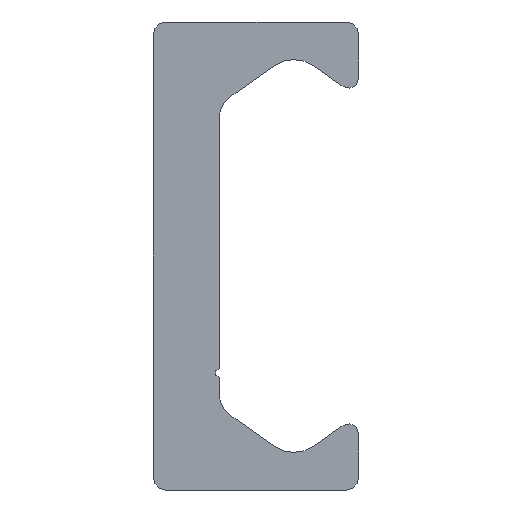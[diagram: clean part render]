
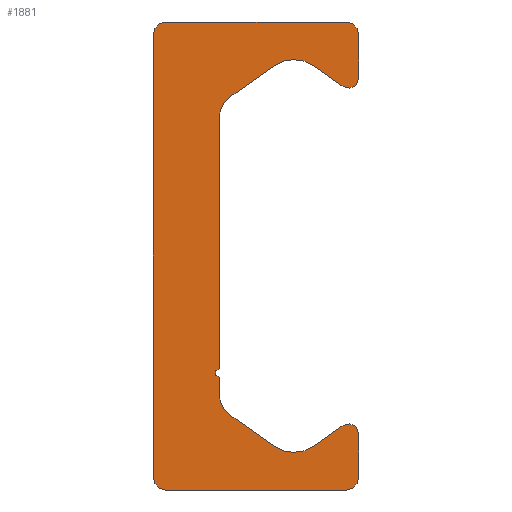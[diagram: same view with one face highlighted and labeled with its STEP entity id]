
A CAD part, left-side view. The second image highlights one B-rep face of the part: STEP entity #1881.
In plain terms, the highlighted planar face has unit normal (-1, 0, 0).
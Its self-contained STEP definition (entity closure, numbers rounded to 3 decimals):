
#1044=CARTESIAN_POINT('',(0.0,5.4,-14.));
#1045=VERTEX_POINT('',#1044);
#1052=CARTESIAN_POINT('',(0.0,6.15,-13.25));
#1053=VERTEX_POINT('',#1052);
#1054=CARTESIAN_POINT('',(0.0,5.4,-13.25));
#1055=DIRECTION('',(1.0,0.0,0.0));
#1056=DIRECTION('',(0.0,0.0,-1.0));
#1057=AXIS2_PLACEMENT_3D('',#1054,#1055,#1056);
#1058=CIRCLE('',#1057,0.75);
#1059=EDGE_CURVE('',#1045,#1053,#1058,.T.);
#1083=CARTESIAN_POINT('',(0.0,-5.4,-14.));
#1084=VERTEX_POINT('',#1083);
#1091=CARTESIAN_POINT('',(0.0,-5.4,-14.));
#1092=DIRECTION('',(0.0,1.0,0.0));
#1093=VECTOR('',#1092,10.8);
#1094=LINE('',#1091,#1093);
#1095=EDGE_CURVE('',#1084,#1045,#1094,.T.);
#1115=CARTESIAN_POINT('',(0.0,-6.15,-13.25));
#1116=VERTEX_POINT('',#1115);
#1123=CARTESIAN_POINT('',(0.0,-5.4,-13.25));
#1124=DIRECTION('',(1.0,0.0,0.0));
#1125=DIRECTION('',(0.0,-1.0,0.0));
#1126=AXIS2_PLACEMENT_3D('',#1123,#1124,#1125);
#1127=CIRCLE('',#1126,0.75);
#1128=EDGE_CURVE('',#1116,#1084,#1127,.T.);
#1147=CARTESIAN_POINT('',(0.0,-6.15,-10.63));
#1148=VERTEX_POINT('',#1147);
#1155=CARTESIAN_POINT('',(0.0,-6.15,-10.63));
#1156=DIRECTION('',(0.0,0.0,-1.0));
#1157=VECTOR('',#1156,2.62);
#1158=LINE('',#1155,#1157);
#1159=EDGE_CURVE('',#1148,#1116,#1158,.T.);
#1179=CARTESIAN_POINT('',(0.0,-5.206,-10.139));
#1180=VERTEX_POINT('',#1179);
#1187=CARTESIAN_POINT('',(0.0,-5.55,-10.63));
#1188=DIRECTION('',(1.0,0.0,0.0));
#1189=DIRECTION('',(0.0,0.574,0.819));
#1190=AXIS2_PLACEMENT_3D('',#1187,#1188,#1189);
#1191=CIRCLE('',#1190,0.6);
#1192=EDGE_CURVE('',#1180,#1148,#1191,.T.);
#1211=CARTESIAN_POINT('',(0.0,-3.417,-11.391));
#1212=VERTEX_POINT('',#1211);
#1219=CARTESIAN_POINT('',(0.0,-3.417,-11.391));
#1220=DIRECTION('',(0.0,-0.819,0.574));
#1221=VECTOR('',#1220,2.184);
#1222=LINE('',#1219,#1221);
#1223=EDGE_CURVE('',#1212,#1180,#1222,.T.);
#1243=CARTESIAN_POINT('',(0.0,-1.123,-11.391));
#1244=VERTEX_POINT('',#1243);
#1251=CARTESIAN_POINT('',(0.0,-2.27,-9.753));
#1252=DIRECTION('',(-1.0,0.0,0.0));
#1253=DIRECTION('',(0.0,0.574,0.819));
#1254=AXIS2_PLACEMENT_3D('',#1251,#1252,#1253);
#1255=CIRCLE('',#1254,2.0);
#1256=EDGE_CURVE('',#1244,#1212,#1255,.T.);
#1275=CARTESIAN_POINT('',(0.0,1.56,-9.512));
#1276=VERTEX_POINT('',#1275);
#1283=CARTESIAN_POINT('',(0.0,1.56,-9.512));
#1284=DIRECTION('',(0.0,-0.819,-0.574));
#1285=VECTOR('',#1284,3.276);
#1286=LINE('',#1283,#1285);
#1287=EDGE_CURVE('',#1276,#1244,#1286,.T.);
#1307=CARTESIAN_POINT('',(0.0,2.2,-8.283));
#1308=VERTEX_POINT('',#1307);
#1315=CARTESIAN_POINT('',(0.0,0.7,-8.283));
#1316=DIRECTION('',(-1.0,0.0,0.0));
#1317=DIRECTION('',(0.0,-0.574,0.819));
#1318=AXIS2_PLACEMENT_3D('',#1315,#1316,#1317);
#1319=CIRCLE('',#1318,1.5);
#1320=EDGE_CURVE('',#1308,#1276,#1319,.T.);
#1339=CARTESIAN_POINT('',(0.0,2.2,-7.25));
#1340=VERTEX_POINT('',#1339);
#1347=CARTESIAN_POINT('',(0.0,2.2,-7.25));
#1348=DIRECTION('',(0.0,0.0,-1.0));
#1349=VECTOR('',#1348,1.033);
#1350=LINE('',#1347,#1349);
#1351=EDGE_CURVE('',#1340,#1308,#1350,.T.);
#1371=CARTESIAN_POINT('',(0.0,2.2,-6.75));
#1372=VERTEX_POINT('',#1371);
#1379=CARTESIAN_POINT('',(0.0,2.2,-7.));
#1380=DIRECTION('',(-1.0,0.0,0.0));
#1381=DIRECTION('',(0.0,0.0,1.0));
#1382=AXIS2_PLACEMENT_3D('',#1379,#1380,#1381);
#1383=CIRCLE('',#1382,0.25);
#1384=EDGE_CURVE('',#1372,#1340,#1383,.T.);
#1403=CARTESIAN_POINT('',(0.0,2.2,8.283));
#1404=VERTEX_POINT('',#1403);
#1411=CARTESIAN_POINT('',(0.0,2.2,8.283));
#1412=DIRECTION('',(0.0,0.0,-1.0));
#1413=VECTOR('',#1412,15.033);
#1414=LINE('',#1411,#1413);
#1415=EDGE_CURVE('',#1404,#1372,#1414,.T.);
#1495=CARTESIAN_POINT('',(0.0,1.56,9.512));
#1496=VERTEX_POINT('',#1495);
#1503=CARTESIAN_POINT('',(0.0,0.7,8.283));
#1504=DIRECTION('',(-1.0,0.0,0.0));
#1505=DIRECTION('',(0.0,-1.0,0.0));
#1506=AXIS2_PLACEMENT_3D('',#1503,#1504,#1505);
#1507=CIRCLE('',#1506,1.5);
#1508=EDGE_CURVE('',#1496,#1404,#1507,.T.);
#1527=CARTESIAN_POINT('',(0.0,-1.123,11.391));
#1528=VERTEX_POINT('',#1527);
#1535=CARTESIAN_POINT('',(0.0,-1.123,11.391));
#1536=DIRECTION('',(0.0,0.819,-0.574));
#1537=VECTOR('',#1536,3.276);
#1538=LINE('',#1535,#1537);
#1539=EDGE_CURVE('',#1528,#1496,#1538,.T.);
#1559=CARTESIAN_POINT('',(0.0,-3.417,11.391));
#1560=VERTEX_POINT('',#1559);
#1567=CARTESIAN_POINT('',(0.0,-2.27,9.753));
#1568=DIRECTION('',(-1.0,0.0,0.0));
#1569=DIRECTION('',(0.0,-0.574,-0.819));
#1570=AXIS2_PLACEMENT_3D('',#1567,#1568,#1569);
#1571=CIRCLE('',#1570,2.0);
#1572=EDGE_CURVE('',#1560,#1528,#1571,.T.);
#1591=CARTESIAN_POINT('',(0.0,-5.206,10.139));
#1592=VERTEX_POINT('',#1591);
#1599=CARTESIAN_POINT('',(0.0,-5.206,10.139));
#1600=DIRECTION('',(0.0,0.819,0.574));
#1601=VECTOR('',#1600,2.184);
#1602=LINE('',#1599,#1601);
#1603=EDGE_CURVE('',#1592,#1560,#1602,.T.);
#1623=CARTESIAN_POINT('',(0.0,-6.15,10.63));
#1624=VERTEX_POINT('',#1623);
#1631=CARTESIAN_POINT('',(0.0,-5.55,10.63));
#1632=DIRECTION('',(1.0,0.0,0.0));
#1633=DIRECTION('',(0.0,-1.0,0.0));
#1634=AXIS2_PLACEMENT_3D('',#1631,#1632,#1633);
#1635=CIRCLE('',#1634,0.6);
#1636=EDGE_CURVE('',#1624,#1592,#1635,.T.);
#1655=CARTESIAN_POINT('',(0.0,-6.15,13.25));
#1656=VERTEX_POINT('',#1655);
#1663=CARTESIAN_POINT('',(0.0,-6.15,13.25));
#1664=DIRECTION('',(0.0,0.0,-1.0));
#1665=VECTOR('',#1664,2.62);
#1666=LINE('',#1663,#1665);
#1667=EDGE_CURVE('',#1656,#1624,#1666,.T.);
#1687=CARTESIAN_POINT('',(0.0,-5.4,14.));
#1688=VERTEX_POINT('',#1687);
#1695=CARTESIAN_POINT('',(0.0,-5.4,13.25));
#1696=DIRECTION('',(1.0,0.0,0.0));
#1697=DIRECTION('',(0.0,0.0,1.0));
#1698=AXIS2_PLACEMENT_3D('',#1695,#1696,#1697);
#1699=CIRCLE('',#1698,0.75);
#1700=EDGE_CURVE('',#1688,#1656,#1699,.T.);
#1719=CARTESIAN_POINT('',(0.0,5.4,14.));
#1720=VERTEX_POINT('',#1719);
#1727=CARTESIAN_POINT('',(0.0,5.4,14.));
#1728=DIRECTION('',(0.0,-1.0,0.0));
#1729=VECTOR('',#1728,10.8);
#1730=LINE('',#1727,#1729);
#1731=EDGE_CURVE('',#1720,#1688,#1730,.T.);
#1751=CARTESIAN_POINT('',(0.0,6.15,13.25));
#1752=VERTEX_POINT('',#1751);
#1759=CARTESIAN_POINT('',(0.0,5.4,13.25));
#1760=DIRECTION('',(1.0,0.0,0.0));
#1761=DIRECTION('',(0.0,1.0,0.0));
#1762=AXIS2_PLACEMENT_3D('',#1759,#1760,#1761);
#1763=CIRCLE('',#1762,0.75);
#1764=EDGE_CURVE('',#1752,#1720,#1763,.T.);
#1782=CARTESIAN_POINT('',(0.0,6.15,-13.25));
#1783=DIRECTION('',(0.0,0.0,1.0));
#1784=VECTOR('',#1783,26.5);
#1785=LINE('',#1782,#1784);
#1786=EDGE_CURVE('',#1053,#1752,#1785,.T.);
#1852=CARTESIAN_POINT('',(0.0,1.352,-0.021));
#1853=DIRECTION('',(1.0,0.0,0.0));
#1854=DIRECTION('',(0.0,0.0,-1.0));
#1855=AXIS2_PLACEMENT_3D('',#1852,#1853,#1854);
#1856=PLANE('',#1855);
#1857=ORIENTED_EDGE('',*,*,#1786,.F.);
#1858=ORIENTED_EDGE('',*,*,#1059,.F.);
#1859=ORIENTED_EDGE('',*,*,#1095,.F.);
#1860=ORIENTED_EDGE('',*,*,#1128,.F.);
#1861=ORIENTED_EDGE('',*,*,#1159,.F.);
#1862=ORIENTED_EDGE('',*,*,#1192,.F.);
#1863=ORIENTED_EDGE('',*,*,#1223,.F.);
#1864=ORIENTED_EDGE('',*,*,#1256,.F.);
#1865=ORIENTED_EDGE('',*,*,#1287,.F.);
#1866=ORIENTED_EDGE('',*,*,#1320,.F.);
#1867=ORIENTED_EDGE('',*,*,#1351,.F.);
#1868=ORIENTED_EDGE('',*,*,#1384,.F.);
#1869=ORIENTED_EDGE('',*,*,#1415,.F.);
#1870=ORIENTED_EDGE('',*,*,#1508,.F.);
#1871=ORIENTED_EDGE('',*,*,#1539,.F.);
#1872=ORIENTED_EDGE('',*,*,#1572,.F.);
#1873=ORIENTED_EDGE('',*,*,#1603,.F.);
#1874=ORIENTED_EDGE('',*,*,#1636,.F.);
#1875=ORIENTED_EDGE('',*,*,#1667,.F.);
#1876=ORIENTED_EDGE('',*,*,#1700,.F.);
#1877=ORIENTED_EDGE('',*,*,#1731,.F.);
#1878=ORIENTED_EDGE('',*,*,#1764,.F.);
#1879=EDGE_LOOP('',(#1857,#1858,#1859,#1860,#1861,#1862,#1863,#1864,#1865,#1866,#1867,#1868,#1869,#1870,#1871,#1872,#1873,#1874,#1875,#1876,#1877,#1878));
#1880=FACE_OUTER_BOUND('',#1879,.T.);
#1881=ADVANCED_FACE('',(#1880),#1856,.F.);
